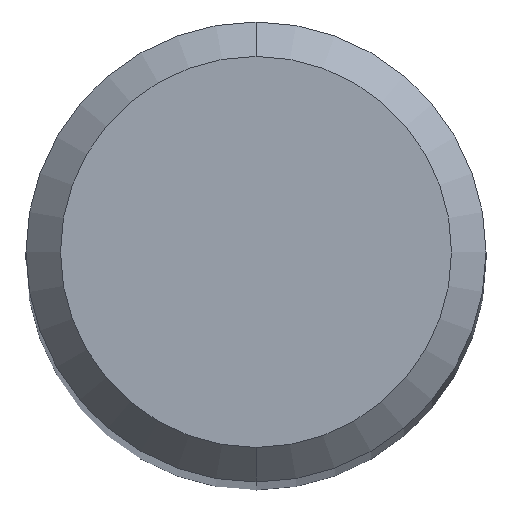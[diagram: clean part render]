
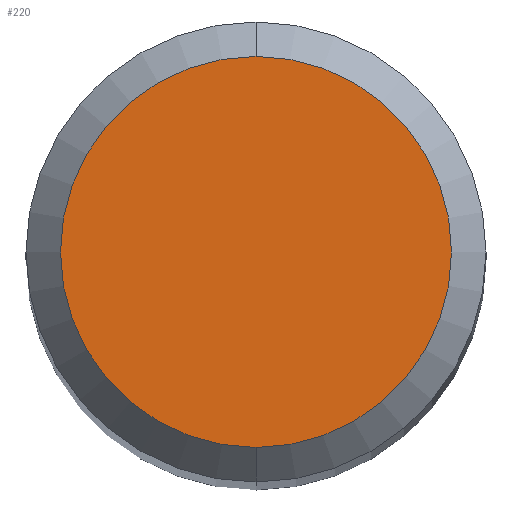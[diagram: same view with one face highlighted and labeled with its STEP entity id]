
A CAD part, top view. The second image highlights one B-rep face of the part: STEP entity #220.
In plain terms, the highlighted planar face has unit normal (0, 0, 1).
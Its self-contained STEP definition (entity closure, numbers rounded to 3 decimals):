
#138=VERTEX_POINT('',#329);
#150=EDGE_CURVE('',#200,#138,#342,.T.);
#152=EDGE_CURVE('',#138,#200,#344,.T.);
#200=VERTEX_POINT('',#398);
#220=ADVANCED_FACE('',(#419),#420,.T.);
#329=CARTESIAN_POINT('',(0.,-1.7,0.01));
#342=CIRCLE('',#559,1.7);
#344=CIRCLE('',#562,1.7);
#398=CARTESIAN_POINT('',(0.0,1.7,0.01));
#419=FACE_OUTER_BOUND('',#652,.T.);
#420=PLANE('',#653);
#559=AXIS2_PLACEMENT_3D('',#796,#797,#798);
#562=AXIS2_PLACEMENT_3D('',#799,#800,#801);
#652=EDGE_LOOP('',(#891,#892));
#653=AXIS2_PLACEMENT_3D('',#893,#894,#895);
#796=CARTESIAN_POINT('',(0.0,0.0,0.01));
#797=DIRECTION('',(0.0,0.0,-1.0));
#798=DIRECTION('',(0.0,1.0,0.0));
#799=CARTESIAN_POINT('',(0.0,0.0,0.01));
#800=DIRECTION('',(0.0,0.0,-1.0));
#801=DIRECTION('',(0.0,1.0,0.0));
#891=ORIENTED_EDGE('',*,*,#150,.F.);
#892=ORIENTED_EDGE('',*,*,#152,.F.);
#893=CARTESIAN_POINT('',(0.0,0.85,0.01));
#894=DIRECTION('',(-0.0,0.0,1.0));
#895=DIRECTION('',(0.0,-1.0,0.0));
